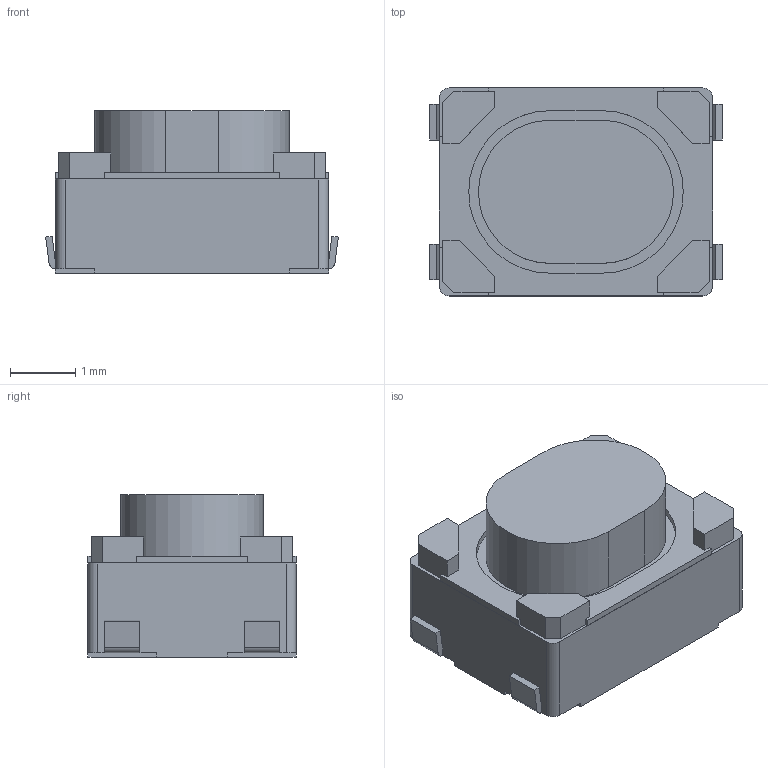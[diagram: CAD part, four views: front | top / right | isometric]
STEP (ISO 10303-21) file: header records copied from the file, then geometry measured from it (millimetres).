
FILE_DESCRIPTION( ( 'STEP AP214' ), '1' );
FILE_NAME( 'RKB2SJM250SMTR LFS.stp', '2021-08-23T14:48:41', ( 'License CC BY-ND 4.0' ), ( 'CADENAS' ), ' ', 'PARTsolutions', ' ' );
FILE_SCHEMA( ( 'AUTOMOTIVE_DESIGN { 1 0 10303 214 1 1 1 1 }' ) );
Length unit declared in the file: millimetre
Products named in the file (4): RKB2SJM250SMTR LFS; JIZUO; ANNIU; GAIBAN
Assembly tree (3 placements, depth 2):
  RKB2SJM250SMTR LFS
    JIZUO
    ANNIU
    GAIBAN
Bounding box: 4.5 x 3.2 x 2.5 mm (x, y, z)
Volume: 17.3 mm3; surface area: 129.5 mm2
Topology: 3 solids, 3 shells, 231 faces, 637 edges, 424 vertices
Faces by surface type: plane 184, cylinder 45, cone 1, torus 1
Full cylindrical faces by diameter (mm): 0.9 x1
Entity records: 7339 total; most frequent: CARTESIAN_POINT 1291, ORIENTED_EDGE 1266, DIRECTION 1198, EDGE_CURVE 633, LINE 538, VECTOR 538, VERTEX_POINT 423, AXIS2_PLACEMENT_3D 330
